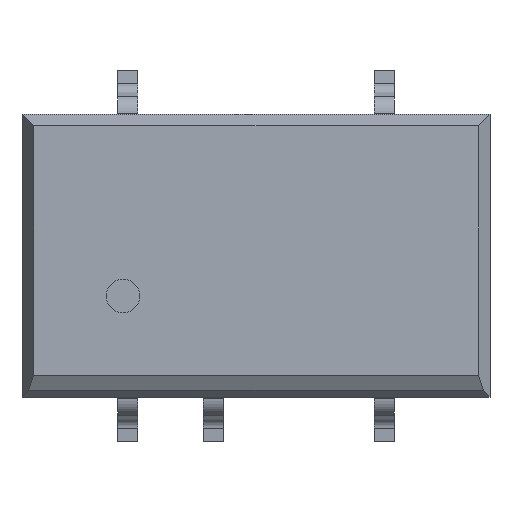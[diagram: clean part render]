
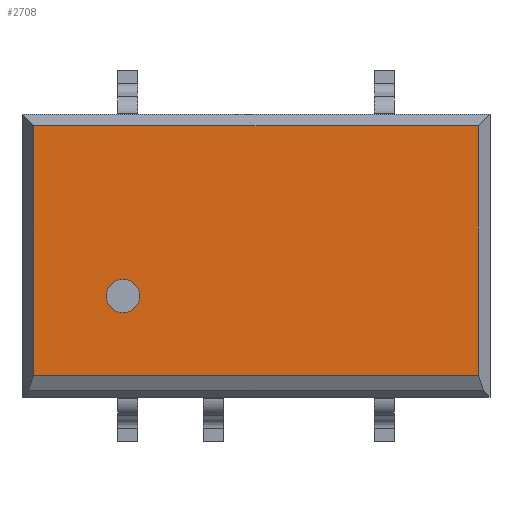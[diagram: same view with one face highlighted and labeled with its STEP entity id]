
A CAD part, top view. The second image highlights one B-rep face of the part: STEP entity #2708.
In plain terms, the highlighted planar face has unit normal (0, 0, 1).
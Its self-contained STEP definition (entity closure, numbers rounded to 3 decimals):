
#150 = EDGE_CURVE ( 'NONE', #4916, #224, #4222, .T. ) ;
#176 = CARTESIAN_POINT ( 'NONE',  ( -3.45, -1.2, 5.25 ) ) ;
#224 = VERTEX_POINT ( 'NONE', #2258 ) ;
#278 = EDGE_LOOP ( 'NONE', ( #1352, #2023 ) ) ;
#325 = CARTESIAN_POINT ( 'NONE',  ( 0., 3.854, 5.25 ) ) ;
#331 = DIRECTION ( 'NONE',  ( -1., 0., 0. ) ) ;
#403 = PLANE ( 'NONE',  #5522 ) ;
#520 = CARTESIAN_POINT ( 'NONE',  ( -4.45, -1.2, 5.25 ) ) ;
#559 = DIRECTION ( 'NONE',  ( -1., 0., 0. ) ) ;
#591 = ORIENTED_EDGE ( 'NONE', *, *, #1979, .T. ) ;
#635 = EDGE_CURVE ( 'NONE', #4542, #4916, #3755, .T. ) ;
#965 = AXIS2_PLACEMENT_3D ( 'NONE', #5695, #3086, #331 ) ;
#1221 = VECTOR ( 'NONE', #559, 1000. ) ;
#1315 = DIRECTION ( 'NONE',  ( 0., 0., 1. ) ) ;
#1352 = ORIENTED_EDGE ( 'NONE', *, *, #5431, .T. ) ;
#1364 = LINE ( 'NONE', #325, #1221 ) ;
#1518 = EDGE_LOOP ( 'NONE', ( #591, #1653, #1541, #2503 ) ) ;
#1541 = ORIENTED_EDGE ( 'NONE', *, *, #150, .T. ) ;
#1653 = ORIENTED_EDGE ( 'NONE', *, *, #635, .T. ) ;
#1791 = CARTESIAN_POINT ( 'NONE',  ( 6.604, 3.854, 5.25 ) ) ;
#1831 = DIRECTION ( 'NONE',  ( 0., 0., -1. ) ) ;
#1926 = VERTEX_POINT ( 'NONE', #520 ) ;
#1957 = VECTOR ( 'NONE', #2910, 1000. ) ;
#1979 = EDGE_CURVE ( 'NONE', #5666, #4542, #1364, .T. ) ;
#2023 = ORIENTED_EDGE ( 'NONE', *, *, #5705, .T. ) ;
#2060 = AXIS2_PLACEMENT_3D ( 'NONE', #4494, #1831, #4940 ) ;
#2258 = CARTESIAN_POINT ( 'NONE',  ( 6.604, -3.554, 5.25 ) ) ;
#2274 = FACE_BOUND ( 'NONE', #278, .T. ) ;
#2412 = DIRECTION ( 'NONE',  ( 1., 0., 0. ) ) ;
#2420 = FACE_OUTER_BOUND ( 'NONE', #1518, .T. ) ;
#2428 = CARTESIAN_POINT ( 'NONE',  ( 6.604, 0., 5.25 ) ) ;
#2451 = CARTESIAN_POINT ( 'NONE',  ( 0., -3.554, 5.25 ) ) ;
#2503 = ORIENTED_EDGE ( 'NONE', *, *, #3411, .T. ) ;
#2708 = ADVANCED_FACE ( 'NONE', ( #2274, #2420 ), #403, .T. ) ;
#2753 = CARTESIAN_POINT ( 'NONE',  ( -6.604, 3.854, 5.25 ) ) ;
#2910 = DIRECTION ( 'NONE',  ( 0., 1., 0. ) ) ;
#3056 = VECTOR ( 'NONE', #2412, 1000. ) ;
#3086 = DIRECTION ( 'NONE',  ( 0., 0., -1. ) ) ;
#3411 = EDGE_CURVE ( 'NONE', #224, #5666, #3437, .T. ) ;
#3437 = LINE ( 'NONE', #2428, #1957 ) ;
#3483 = VERTEX_POINT ( 'NONE', #176 ) ;
#3755 = LINE ( 'NONE', #3778, #4767 ) ;
#3778 = CARTESIAN_POINT ( 'NONE',  ( -6.604, 0., 5.25 ) ) ;
#3807 = CIRCLE ( 'NONE', #965, 0.5 ) ;
#3816 = DIRECTION ( 'NONE',  ( 0., -1., 0. ) ) ;
#4004 = DIRECTION ( 'NONE',  ( 1., 0., 0. ) ) ;
#4222 = LINE ( 'NONE', #2451, #3056 ) ;
#4456 = CARTESIAN_POINT ( 'NONE',  ( 0., 0., 5.25 ) ) ;
#4494 = CARTESIAN_POINT ( 'NONE',  ( -3.95, -1.2, 5.25 ) ) ;
#4542 = VERTEX_POINT ( 'NONE', #2753 ) ;
#4580 = CIRCLE ( 'NONE', #2060, 0.5 ) ;
#4767 = VECTOR ( 'NONE', #3816, 1000. ) ;
#4802 = CARTESIAN_POINT ( 'NONE',  ( -6.604, -3.554, 5.25 ) ) ;
#4916 = VERTEX_POINT ( 'NONE', #4802 ) ;
#4940 = DIRECTION ( 'NONE',  ( -1., 0., 0. ) ) ;
#5431 = EDGE_CURVE ( 'NONE', #1926, #3483, #3807, .T. ) ;
#5522 = AXIS2_PLACEMENT_3D ( 'NONE', #4456, #1315, #4004 ) ;
#5666 = VERTEX_POINT ( 'NONE', #1791 ) ;
#5695 = CARTESIAN_POINT ( 'NONE',  ( -3.95, -1.2, 5.25 ) ) ;
#5705 = EDGE_CURVE ( 'NONE', #3483, #1926, #4580, .T. ) ;
